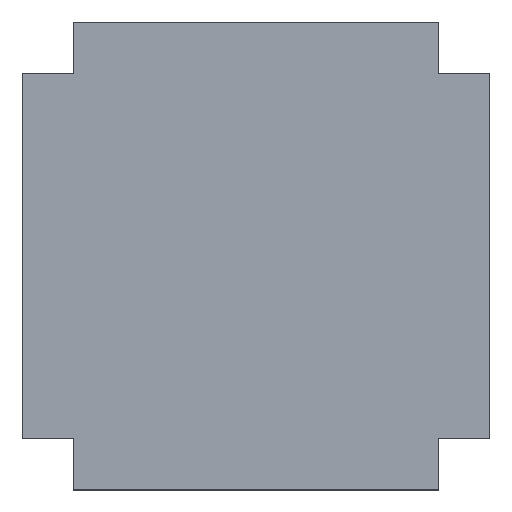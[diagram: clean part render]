
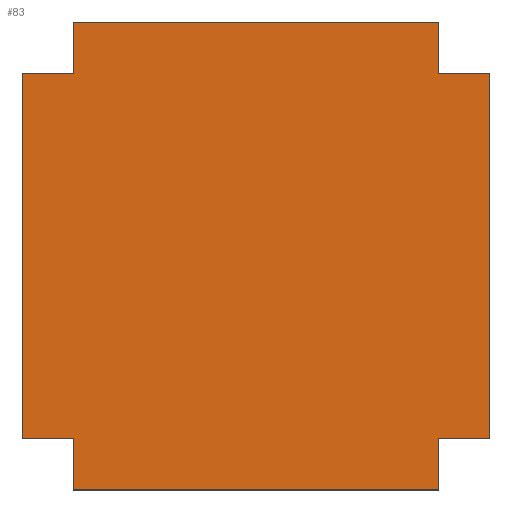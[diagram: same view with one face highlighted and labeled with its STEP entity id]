
A CAD part, top view. The second image highlights one B-rep face of the part: STEP entity #83.
In plain terms, the highlighted planar face has unit normal (0, 0, 1).
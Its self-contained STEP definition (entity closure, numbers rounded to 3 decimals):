
#83 = ADVANCED_FACE( '', ( #106 ), #107, .T. );
#106 = FACE_OUTER_BOUND( '', #134, .T. );
#107 = PLANE( '', #135 );
#134 = EDGE_LOOP( '', ( #210, #211, #212, #213, #214, #215, #216, #217, #218, #219, #220, #221 ) );
#135 = AXIS2_PLACEMENT_3D( '', #222, #223, #224 );
#210 = ORIENTED_EDGE( '', *, *, #289, .F. );
#211 = ORIENTED_EDGE( '', *, *, #271, .T. );
#212 = ORIENTED_EDGE( '', *, *, #290, .F. );
#213 = ORIENTED_EDGE( '', *, *, #291, .F. );
#214 = ORIENTED_EDGE( '', *, *, #276, .T. );
#215 = ORIENTED_EDGE( '', *, *, #268, .F. );
#216 = ORIENTED_EDGE( '', *, *, #260, .F. );
#217 = ORIENTED_EDGE( '', *, *, #279, .T. );
#218 = ORIENTED_EDGE( '', *, *, #264, .F. );
#219 = ORIENTED_EDGE( '', *, *, #292, .F. );
#220 = ORIENTED_EDGE( '', *, *, #282, .T. );
#221 = ORIENTED_EDGE( '', *, *, #293, .F. );
#222 = CARTESIAN_POINT( '', ( 0., 0., 1. ) );
#223 = DIRECTION( '', ( 0., 0., 1. ) );
#224 = DIRECTION( '', ( 1., 0., 0. ) );
#260 = EDGE_CURVE( '', #296, #297, #298, .T. );
#264 = EDGE_CURVE( '', #304, #305, #306, .T. );
#268 = EDGE_CURVE( '', #297, #312, #313, .T. );
#271 = EDGE_CURVE( '', #317, #318, #319, .T. );
#276 = EDGE_CURVE( '', #327, #312, #328, .T. );
#279 = EDGE_CURVE( '', #296, #305, #331, .T. );
#282 = EDGE_CURVE( '', #337, #335, #338, .T. );
#289 = EDGE_CURVE( '', #317, #347, #348, .T. );
#290 = EDGE_CURVE( '', #349, #318, #350, .T. );
#291 = EDGE_CURVE( '', #327, #349, #351, .T. );
#292 = EDGE_CURVE( '', #337, #304, #352, .T. );
#293 = EDGE_CURVE( '', #347, #335, #353, .T. );
#296 = VERTEX_POINT( '', #356 );
#297 = VERTEX_POINT( '', #357 );
#298 = LINE( '', #358, #359 );
#304 = VERTEX_POINT( '', #368 );
#305 = VERTEX_POINT( '', #369 );
#306 = LINE( '', #370, #371 );
#312 = VERTEX_POINT( '', #380 );
#313 = LINE( '', #381, #382 );
#317 = VERTEX_POINT( '', #388 );
#318 = VERTEX_POINT( '', #389 );
#319 = LINE( '', #390, #391 );
#327 = VERTEX_POINT( '', #403 );
#328 = LINE( '', #404, #405 );
#331 = LINE( '', #410, #411 );
#335 = VERTEX_POINT( '', #416 );
#337 = VERTEX_POINT( '', #419 );
#338 = LINE( '', #420, #421 );
#347 = VERTEX_POINT( '', #436 );
#348 = LINE( '', #437, #438 );
#349 = VERTEX_POINT( '', #439 );
#350 = LINE( '', #440, #441 );
#351 = LINE( '', #442, #443 );
#352 = LINE( '', #444, #445 );
#353 = LINE( '', #446, #447 );
#356 = CARTESIAN_POINT( '', ( 64., -50., 1. ) );
#357 = CARTESIAN_POINT( '', ( 50., -50., 1. ) );
#358 = CARTESIAN_POINT( '', ( 0., -50., 1. ) );
#359 = VECTOR( '', #452, 1000. );
#368 = CARTESIAN_POINT( '', ( 50., 50., 1. ) );
#369 = CARTESIAN_POINT( '', ( 64., 50., 1. ) );
#370 = CARTESIAN_POINT( '', ( 0., 50., 1. ) );
#371 = VECTOR( '', #456, 1000. );
#380 = CARTESIAN_POINT( '', ( 50., -64., 1. ) );
#381 = CARTESIAN_POINT( '', ( 50., 0., 1. ) );
#382 = VECTOR( '', #460, 1000. );
#388 = CARTESIAN_POINT( '', ( -64., 50., 1. ) );
#389 = CARTESIAN_POINT( '', ( -64., -50., 1. ) );
#390 = CARTESIAN_POINT( '', ( -64., 64., 1. ) );
#391 = VECTOR( '', #463, 1000. );
#403 = CARTESIAN_POINT( '', ( -50., -64., 1. ) );
#404 = CARTESIAN_POINT( '', ( -64., -64., 1. ) );
#405 = VECTOR( '', #468, 1000. );
#410 = CARTESIAN_POINT( '', ( 64., -64., 1. ) );
#411 = VECTOR( '', #471, 1000. );
#416 = CARTESIAN_POINT( '', ( -50., 64., 1. ) );
#419 = CARTESIAN_POINT( '', ( 50., 64., 1. ) );
#420 = CARTESIAN_POINT( '', ( 64., 64., 1. ) );
#421 = VECTOR( '', #474, 1000. );
#436 = CARTESIAN_POINT( '', ( -50., 50., 1. ) );
#437 = CARTESIAN_POINT( '', ( 0., 50., 1. ) );
#438 = VECTOR( '', #481, 1000. );
#439 = CARTESIAN_POINT( '', ( -50., -50., 1. ) );
#440 = CARTESIAN_POINT( '', ( 0., -50., 1. ) );
#441 = VECTOR( '', #482, 1000. );
#442 = CARTESIAN_POINT( '', ( -50., 0., 1. ) );
#443 = VECTOR( '', #483, 1000. );
#444 = CARTESIAN_POINT( '', ( 50., 0., 1. ) );
#445 = VECTOR( '', #484, 1000. );
#446 = CARTESIAN_POINT( '', ( -50., 0., 1. ) );
#447 = VECTOR( '', #485, 1000. );
#452 = DIRECTION( '', ( -1., 0., 0. ) );
#456 = DIRECTION( '', ( 1., 0., 0. ) );
#460 = DIRECTION( '', ( 0., -1., 0. ) );
#463 = DIRECTION( '', ( 0., -1., 0. ) );
#468 = DIRECTION( '', ( 1., 0., 0. ) );
#471 = DIRECTION( '', ( 0., 1., 0. ) );
#474 = DIRECTION( '', ( -1., 0., 0. ) );
#481 = DIRECTION( '', ( 1., 0., 0. ) );
#482 = DIRECTION( '', ( -1., 0., 0. ) );
#483 = DIRECTION( '', ( 0., 1., 0. ) );
#484 = DIRECTION( '', ( 0., -1., 0. ) );
#485 = DIRECTION( '', ( 0., 1., 0. ) );
